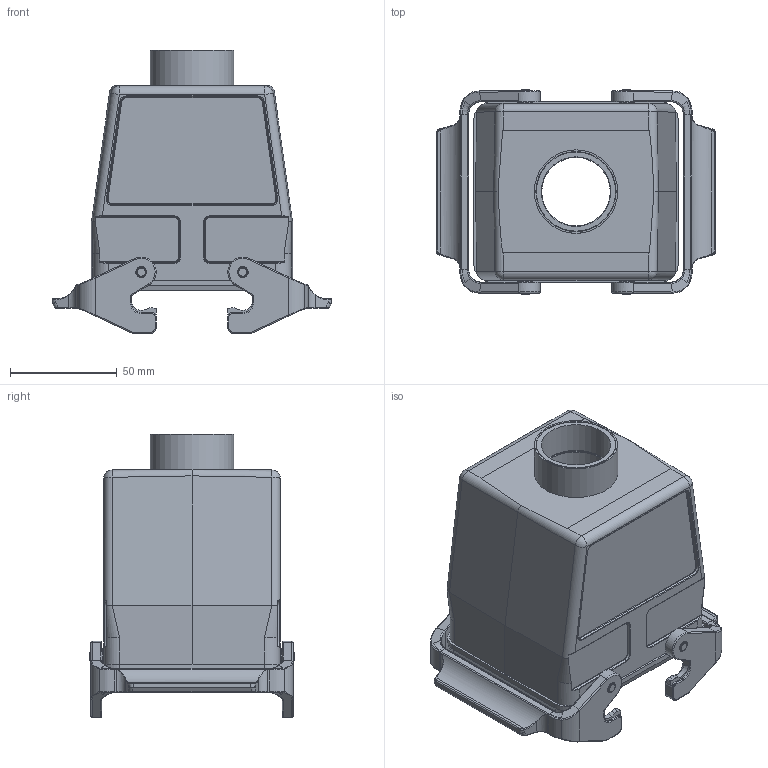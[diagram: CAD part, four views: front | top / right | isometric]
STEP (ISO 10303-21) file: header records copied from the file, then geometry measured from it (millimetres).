
FILE_DESCRIPTION((''),'2;1');
FILE_NAME('05300320761.stp','2020-07-17T10:27:00',('e.eickhoff'),(''),'Autodesk Inventor 2012','Autodesk Inventor 2012','');
FILE_SCHEMA(('AUTOMOTIVE_DESIGN { 1 0 10303 214 1 1 1 1 }'));
Length unit declared in the file: millimetre
Products named in the file (3): 05300320761; M32-PG29 Adapter
Assembly tree (2 placements, depth 2):
  05300320761
    05300320761
    M32-PG29 Adapter
Bounding box: 130.5 x 95.5 x 132.5 mm (x, y, z)
Volume: 209236.5 mm3; surface area: 99655.3 mm2
Topology: 4 solids, 5 shells, 935 faces, 2599 edges, 1878 vertices
Faces by surface type: plane 313, cylinder 309, bspline 178, torus 82, cone 49, sphere 4
Full cylindrical faces by diameter (mm): 3 x8, 4 x4, 4.8 x4, 5.1 x4, 7 x4, 32 x1, 32.5 x1, 35 x1, 35.6 x1, 37 x1, 37.5 x1, 39 x1
Entity records: 35681 total; most frequent: CARTESIAN_POINT 11925, ORIENTED_EDGE 4528, DIRECTION 4488, EDGE_CURVE 2264, AXIS2_PLACEMENT_3D 1622, VERTEX_POINT 1430, VECTOR 1244, LINE 1244
